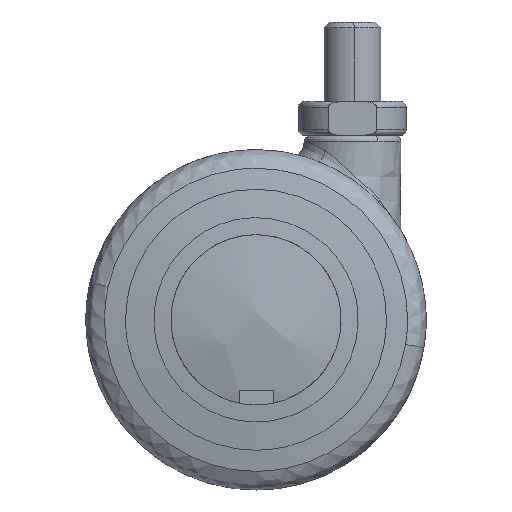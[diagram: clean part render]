
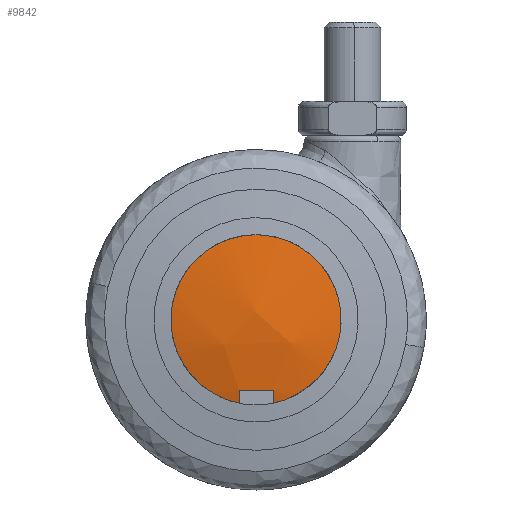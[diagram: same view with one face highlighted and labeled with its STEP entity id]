
A CAD part, front view. The second image highlights one B-rep face of the part: STEP entity #9842.
In plain terms, the highlighted free-form (B-spline) face has degree [2, 2] with [4, 4] control points.
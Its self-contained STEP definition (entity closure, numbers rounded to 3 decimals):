
#7691=CARTESIAN_POINT('',(3.0,-23.033,-12.4));
#7692=VERTEX_POINT('',#7691);
#7693=CARTESIAN_POINT('',(-3.0,-23.033,-12.4));
#7694=VERTEX_POINT('',#7693);
#7695=CARTESIAN_POINT('',(3.,-23.033,-12.4));
#7696=CARTESIAN_POINT('',(0.,-23.187,-12.4));
#7697=CARTESIAN_POINT('',(-3.,-23.033,-12.4));
#7705=(BOUNDED_CURVE()B_SPLINE_CURVE(2,(#7695,#7696,#7697),.UNSPECIFIED.,.F.,.U.)CURVE()GEOMETRIC_REPRESENTATION_ITEM()QUASI_UNIFORM_CURVE()RATIONAL_B_SPLINE_CURVE((1.0,0.999,1.0))REPRESENTATION_ITEM(''));
#7706=EDGE_CURVE('',#7692,#7694,#7705,.T.);
#7735=CARTESIAN_POINT('',(3.0,-22.5,-14.697));
#7736=VERTEX_POINT('',#7735);
#7737=CARTESIAN_POINT('',(3.0,-22.5,-14.697));
#7738=CARTESIAN_POINT('',(3.,-22.789,-13.554));
#7739=CARTESIAN_POINT('',(3.0,-23.033,-12.4));
#7747=(BOUNDED_CURVE()B_SPLINE_CURVE(2,(#7737,#7738,#7739),.UNSPECIFIED.,.F.,.U.)CURVE()GEOMETRIC_REPRESENTATION_ITEM()QUASI_UNIFORM_CURVE()RATIONAL_B_SPLINE_CURVE((1.0,1.,1.0))REPRESENTATION_ITEM(''));
#7748=EDGE_CURVE('',#7736,#7692,#7747,.T.);
#7771=CARTESIAN_POINT('',(-3.0,-22.5,-14.697));
#7772=VERTEX_POINT('',#7771);
#7773=CARTESIAN_POINT('',(-3.0,-23.033,-12.4));
#7774=CARTESIAN_POINT('',(-3.0,-22.789,-13.554));
#7775=CARTESIAN_POINT('',(-3.0,-22.5,-14.697));
#7783=(BOUNDED_CURVE()B_SPLINE_CURVE(2,(#7773,#7774,#7775),.UNSPECIFIED.,.F.,.U.)CURVE()GEOMETRIC_REPRESENTATION_ITEM()QUASI_UNIFORM_CURVE()RATIONAL_B_SPLINE_CURVE((1.0,1.,1.0))REPRESENTATION_ITEM(''));
#7784=EDGE_CURVE('',#7694,#7772,#7783,.T.);
#9788=CARTESIAN_POINT('',(-3.0,-22.5,-14.697));
#9789=CARTESIAN_POINT('',(-16.287,-22.5,-11.985));
#9790=CARTESIAN_POINT('',(-14.924,-22.5,1.508));
#9791=CARTESIAN_POINT('',(-13.561,-22.5,15.));
#9792=CARTESIAN_POINT('',(0.0,-22.5,15.0));
#9793=CARTESIAN_POINT('',(13.561,-22.5,15.));
#9794=CARTESIAN_POINT('',(14.924,-22.5,1.508));
#9795=CARTESIAN_POINT('',(16.287,-22.5,-11.985));
#9796=CARTESIAN_POINT('',(3.0,-22.5,-14.697));
#9804=(BOUNDED_CURVE()B_SPLINE_CURVE(2,(#9788,#9789,#9790,#9791,#9792,#9793,#9794,#9795,#9796),.UNSPECIFIED.,.F.,.U.)B_SPLINE_CURVE_WITH_KNOTS((3,2,2,2,3),(0.0,0.25,0.5,0.75,1.0),.UNSPECIFIED.)CURVE()GEOMETRIC_REPRESENTATION_ITEM()RATIONAL_B_SPLINE_CURVE((1.0,0.742,1.0,0.742,1.0,0.742,1.0,0.742,1.0))REPRESENTATION_ITEM(''));
#9805=EDGE_CURVE('',#7772,#7736,#9804,.T.);
#9812=CARTESIAN_POINT('',(-16.098,-19.988,-15.856));
#9813=CARTESIAN_POINT('',(-8.203,-22.196,-16.133));
#9814=CARTESIAN_POINT('',(8.203,-22.196,-16.133));
#9815=CARTESIAN_POINT('',(16.098,-19.988,-15.856));
#9816=CARTESIAN_POINT('',(-16.446,-22.287,-7.443));
#9817=CARTESIAN_POINT('',(-8.383,-24.588,-7.562));
#9818=CARTESIAN_POINT('',(8.383,-24.588,-7.562));
#9819=CARTESIAN_POINT('',(16.446,-22.287,-7.443));
#9820=CARTESIAN_POINT('',(-16.446,-21.925,8.832));
#9821=CARTESIAN_POINT('',(-8.383,-24.219,9.031));
#9822=CARTESIAN_POINT('',(8.383,-24.219,9.031));
#9823=CARTESIAN_POINT('',(16.446,-21.925,8.832));
#9824=CARTESIAN_POINT('',(-16.184,-19.893,16.099));
#9825=CARTESIAN_POINT('',(-8.248,-22.111,16.433));
#9826=CARTESIAN_POINT('',(8.248,-22.111,16.433));
#9827=CARTESIAN_POINT('',(16.184,-19.893,16.099));
#9835=(BOUNDED_SURFACE()B_SPLINE_SURFACE(2,2,((#9812,#9816,#9820,#9824),(#9813,#9817,#9821,#9825),(#9814,#9818,#9822,#9826),(#9815,#9819,#9823,#9827)),.UNSPECIFIED.,.F.,.F.,.U.)B_SPLINE_SURFACE_WITH_KNOTS((3,1,3),(3,1,3),(14.483,30.682,46.882),(13.486,30.682,45.556),.UNSPECIFIED.)GEOMETRIC_REPRESENTATION_ITEM()RATIONAL_B_SPLINE_SURFACE(((1.042,1.02,1.02,1.036),(1.022,1.0,1.0,1.016),(1.022,1.0,1.0,1.016),(1.042,1.02,1.02,1.036)))REPRESENTATION_ITEM('')SURFACE());
#9836=ORIENTED_EDGE('',*,*,#7784,.F.);
#9837=ORIENTED_EDGE('',*,*,#7706,.F.);
#9838=ORIENTED_EDGE('',*,*,#7748,.F.);
#9839=ORIENTED_EDGE('',*,*,#9805,.F.);
#9840=EDGE_LOOP('',(#9836,#9837,#9838,#9839));
#9841=FACE_OUTER_BOUND('',#9840,.T.);
#9842=ADVANCED_FACE('',(#9841),#9835,.T.);
